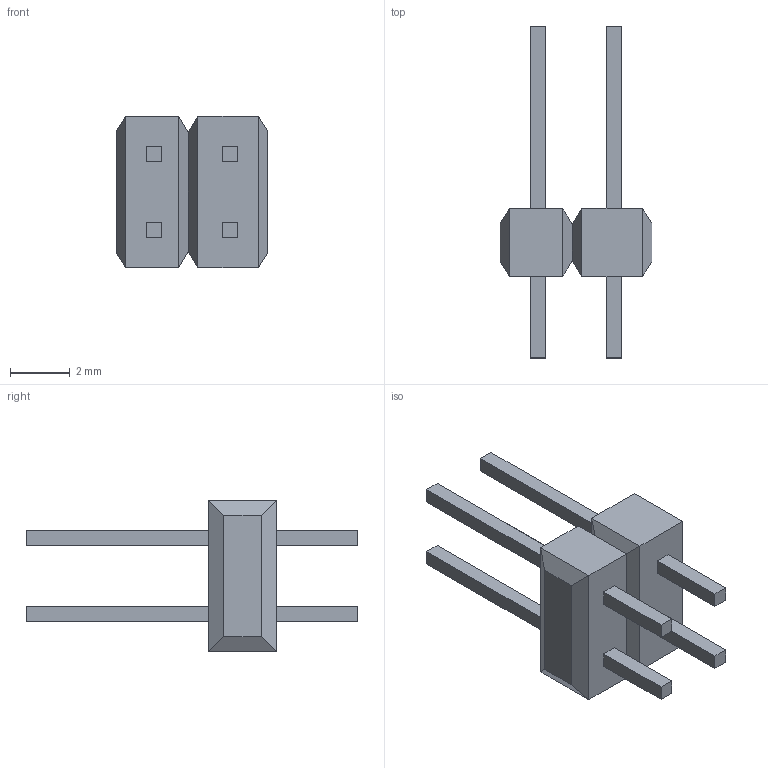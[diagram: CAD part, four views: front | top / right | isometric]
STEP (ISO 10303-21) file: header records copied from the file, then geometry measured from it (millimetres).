
FILE_DESCRIPTION((''),'2;1');
FILE_NAME('010897041','2016-10-25T',('gsharma'),(''),'PRO/ENGINEER BY PARAMETRIC TECHNOLOGY CORPORATION, 2012310','PRO/ENGINEER BY PARAMETRIC TECHNOLOGY CORPORATION, 2012310','');
FILE_SCHEMA(('CONFIG_CONTROL_DESIGN'));
Length unit declared in the file: inch
Products named in the file (1): 010897041
Bounding box: 5.08 x 11.1 x 5.08 mm (x, y, z)
Volume: 63.6 mm3; surface area: 169.2 mm2
Topology: 1 solids, 1 shells, 66 faces, 156 edges, 100 vertices
Faces by surface type: plane 66
Entity records: 1881 total; most frequent: CARTESIAN_POINT 315, DIRECTION 298, ORIENTED_EDGE 296, VECTOR 148, LINE 148, EDGE_CURVE 148, VERTEX_POINT 92, AXIS2_PLACEMENT_3D 75
